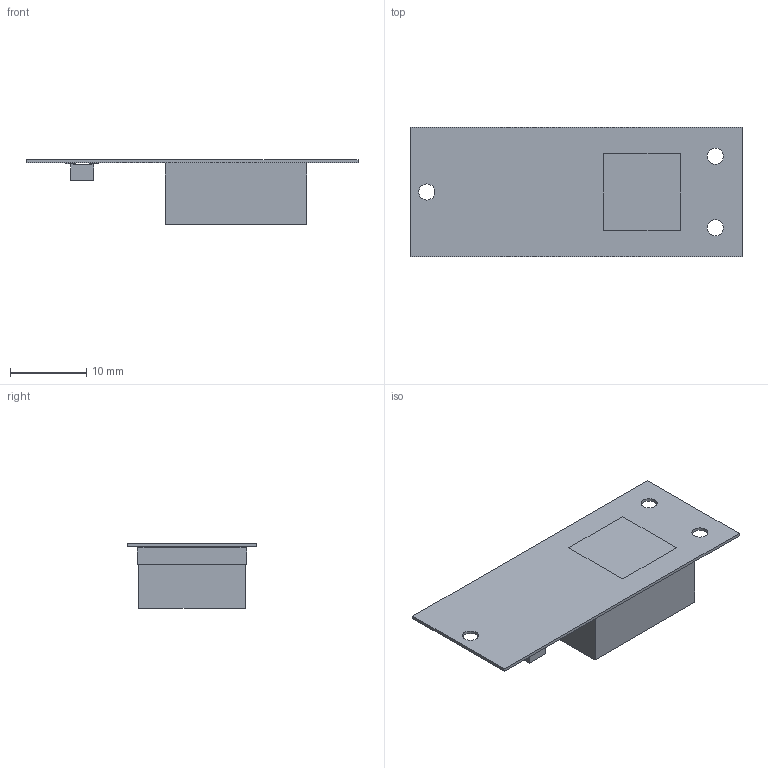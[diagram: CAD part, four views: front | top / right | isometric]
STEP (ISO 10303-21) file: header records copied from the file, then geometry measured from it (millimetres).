
FILE_DESCRIPTION(/* description */ (''),/* implementation_level */ '2;1');
FILE_NAME(/* name */ 'PCBM_CERN_FEASTMP_CLP_V1.stp',/* time_stamp */ '2016-02-22T16:53:16+01:00',/* author */ ('riccim'),/* organization */ ('SAMTEC'),/* preprocessor_version */ 'ST-DEVELOPER v15.5',/* originating_system */ 'AutoCAD Mechanical',/* authorisation */ ', , ');
FILE_SCHEMA (('AUTOMOTIVE_DESIGN { 1 0 10303 214 3 1 1 }'));
Length unit declared in the file: millimetre
Products named in the file (1): Product
Bounding box: 43.48 x 16.94 x 8.4 mm (x, y, z)
Volume: 2440.9 mm3; surface area: 3027.6 mm2
Topology: 26 solids, 26 shells, 388 faces, 917 edges, 582 vertices
Faces by surface type: plane 341, cylinder 47
Full cylindrical faces by diameter (mm): 2.1 x3
Entity records: 11004 total; most frequent: CARTESIAN_POINT 1885, ORIENTED_EDGE 1828, DIRECTION 1786, EDGE_CURVE 914, LINE 820, VECTOR 820, VERTEX_POINT 582, AXIS2_PLACEMENT_3D 483
